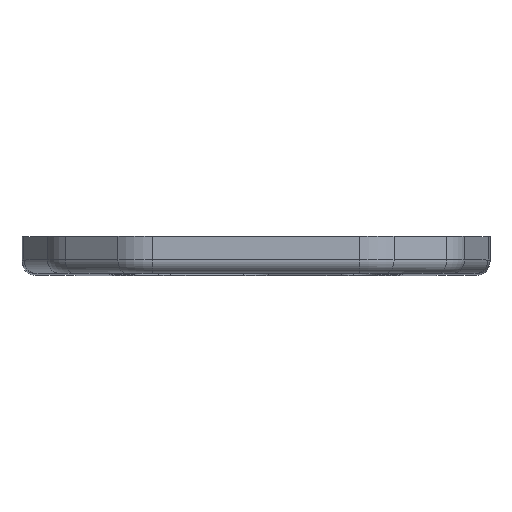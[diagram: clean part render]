
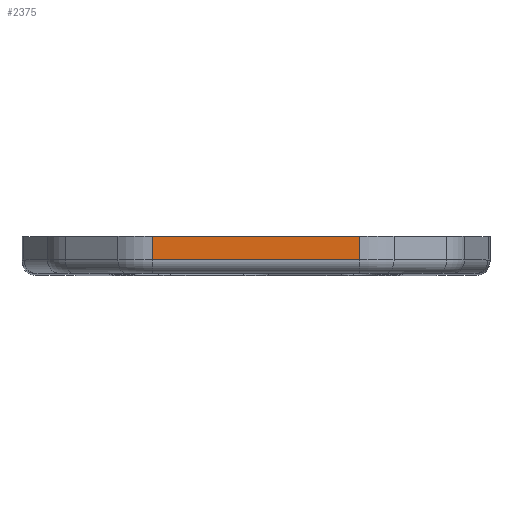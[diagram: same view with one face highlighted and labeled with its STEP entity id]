
A CAD part, top view. The second image highlights one B-rep face of the part: STEP entity #2375.
In plain terms, the highlighted planar face has unit normal (0, 0, 1).
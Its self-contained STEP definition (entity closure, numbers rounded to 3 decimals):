
#44=DIRECTION('',(-1.,0.,0.));
#45=VECTOR('',#44,16.86);
#46=CARTESIAN_POINT('',(8.43,-32.,8.124));
#47=LINE('',#46,#45);
#867=DIRECTION('',(-1.,0.,0.));
#868=VECTOR('',#867,16.86);
#869=CARTESIAN_POINT('',(8.43,-33.9,8.124));
#870=LINE('',#869,#868);
#871=DIRECTION('',(0.,1.,0.));
#872=VECTOR('',#871,1.9);
#873=CARTESIAN_POINT('',(-8.43,-33.9,8.124));
#874=LINE('',#873,#872);
#875=DIRECTION('',(0.,1.,0.));
#876=VECTOR('',#875,1.9);
#877=CARTESIAN_POINT('',(8.43,-33.9,8.124));
#878=LINE('',#877,#876);
#1032=CARTESIAN_POINT('',(-8.43,-32.,8.124));
#1034=VERTEX_POINT('',#1032);
#1035=CARTESIAN_POINT('',(8.43,-32.,8.124));
#1037=VERTEX_POINT('',#1035);
#1079=CARTESIAN_POINT('',(-8.43,-33.9,8.124));
#1080=VERTEX_POINT('',#1079);
#1083=CARTESIAN_POINT('',(8.43,-33.9,8.124));
#1084=VERTEX_POINT('',#1083);
#2363=CARTESIAN_POINT('',(10.,-32.,8.124));
#2364=DIRECTION('',(0.,0.,1.));
#2365=DIRECTION('',(-1.,0.,0.));
#2366=AXIS2_PLACEMENT_3D('',#2363,#2364,#2365);
#2367=PLANE('',#2366);
#2368=ORIENTED_EDGE('',*,*,#2051,.T.);
#2369=ORIENTED_EDGE('',*,*,#2358,.T.);
#2370=ORIENTED_EDGE('',*,*,#1248,.F.);
#2372=ORIENTED_EDGE('',*,*,#2371,.F.);
#2373=EDGE_LOOP('',(#2368,#2369,#2370,#2372));
#2374=FACE_OUTER_BOUND('',#2373,.F.);
#2375=ADVANCED_FACE('',(#2374),#2367,.T.);
#1248=EDGE_CURVE('',#1037,#1034,#47,.T.);
#2051=EDGE_CURVE('',#1084,#1080,#870,.T.);
#2358=EDGE_CURVE('',#1080,#1034,#874,.T.);
#2371=EDGE_CURVE('',#1084,#1037,#878,.T.);
